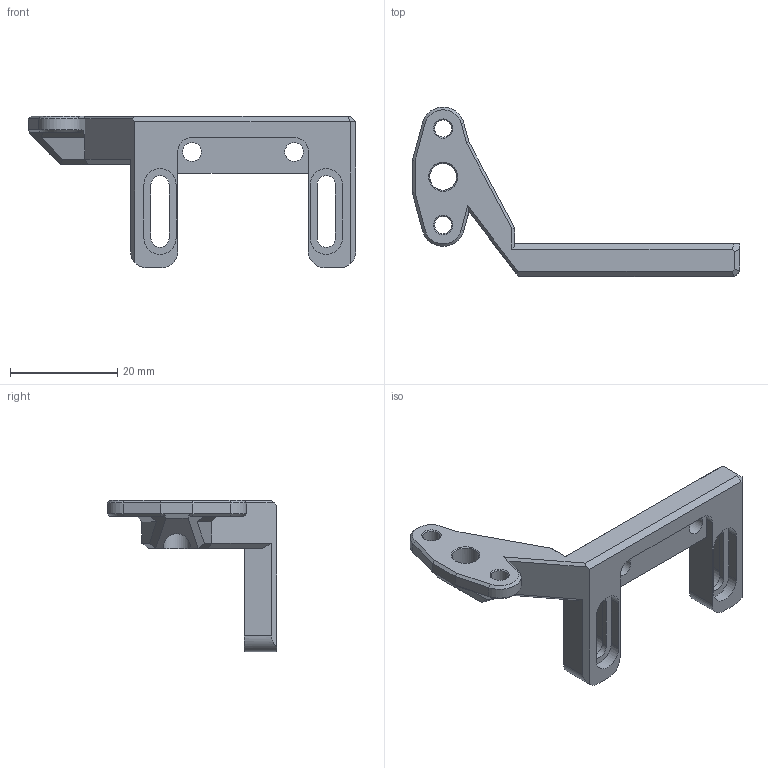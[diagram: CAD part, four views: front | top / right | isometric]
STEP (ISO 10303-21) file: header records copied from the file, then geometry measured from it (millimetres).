
FILE_DESCRIPTION(/* description */ (''),/* implementation_level */ '2;1');
FILE_NAME(/* name */ 'LGX FF BL-Touch Holder(Mirror).step',/* time_stamp */ '2022-06-17T19:16:27+07:00',/* author */ (''),/* organization */ (''),/* preprocessor_version */ 'ST-DEVELOPER v19',/* originating_system */ 'Autodesk Translation Framework v11.7.0.108',/* authorisation */ '');
FILE_SCHEMA (('AUTOMOTIVE_DESIGN { 1 0 10303 214 3 1 1 }'));
Length unit declared in the file: millimetre
Products named in the file (1): LGX FF BL-Touch Holder(Mirror)
Bounding box: 61.07 x 31.6 x 28.24 mm (x, y, z)
Volume: 4940.7 mm3; surface area: 4010.2 mm2
Topology: 1 solids, 1 shells, 105 faces, 287 edges, 187 vertices
Faces by surface type: plane 71, cylinder 25, cone 9
Full cylindrical faces by diameter (mm): 3.2 x2, 3.5 x2, 5 x1
Entity records: 3361 total; most frequent: CARTESIAN_POINT 580, ORIENTED_EDGE 574, DIRECTION 562, EDGE_CURVE 287, LINE 224, VECTOR 224, VERTEX_POINT 187, AXIS2_PLACEMENT_3D 169
